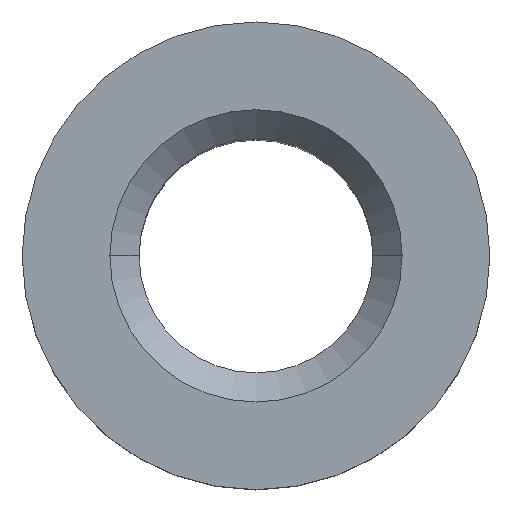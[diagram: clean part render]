
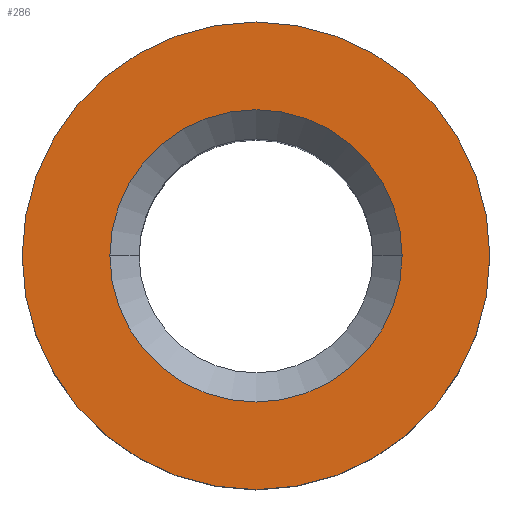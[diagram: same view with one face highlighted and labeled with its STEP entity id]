
A CAD part, top view. The second image highlights one B-rep face of the part: STEP entity #286.
In plain terms, the highlighted planar face has unit normal (0, 0, 1).
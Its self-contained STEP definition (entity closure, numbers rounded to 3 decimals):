
#5 = VERTEX_POINT ( 'NONE', #107 ) ;
#8 = CARTESIAN_POINT ( 'NONE',  ( 0., 0., 1.5 ) ) ;
#9 = CARTESIAN_POINT ( 'NONE',  ( 1.25, 0., 1.5 ) ) ;
#21 = AXIS2_PLACEMENT_3D ( 'NONE', #335, #98, #142 ) ;
#30 = VERTEX_POINT ( 'NONE', #90 ) ;
#36 = PLANE ( 'NONE',  #193 ) ;
#39 = DIRECTION ( 'NONE',  ( 0., 0., 1. ) ) ;
#40 = FACE_OUTER_BOUND ( 'NONE', #53, .T. ) ;
#53 = EDGE_LOOP ( 'NONE', ( #293, #201 ) ) ;
#63 = EDGE_CURVE ( 'NONE', #30, #157, #106, .T. ) ;
#64 = CARTESIAN_POINT ( 'NONE',  ( 0., 0., 1.5 ) ) ;
#67 = CIRCLE ( 'NONE', #112, 2. ) ;
#90 = CARTESIAN_POINT ( 'NONE',  ( -1.25, 0., 1.5 ) ) ;
#96 = VERTEX_POINT ( 'NONE', #190 ) ;
#98 = DIRECTION ( 'NONE',  ( 0., 0., -1. ) ) ;
#106 = CIRCLE ( 'NONE', #253, 1.25 ) ;
#107 = CARTESIAN_POINT ( 'NONE',  ( -2., 0., 1.5 ) ) ;
#112 = AXIS2_PLACEMENT_3D ( 'NONE', #147, #224, #194 ) ;
#116 = DIRECTION ( 'NONE',  ( 1., 0., 0. ) ) ;
#131 = ORIENTED_EDGE ( 'NONE', *, *, #63, .T. ) ;
#132 = ORIENTED_EDGE ( 'NONE', *, *, #236, .T. ) ;
#142 = DIRECTION ( 'NONE',  ( 1., 0., 0. ) ) ;
#147 = CARTESIAN_POINT ( 'NONE',  ( 0., 0., 1.5 ) ) ;
#150 = EDGE_LOOP ( 'NONE', ( #132, #131 ) ) ;
#157 = VERTEX_POINT ( 'NONE', #9 ) ;
#176 = CIRCLE ( 'NONE', #21, 1.25 ) ;
#186 = CARTESIAN_POINT ( 'NONE',  ( 0., 0., 1.5 ) ) ;
#190 = CARTESIAN_POINT ( 'NONE',  ( 2., 0., 1.5 ) ) ;
#193 = AXIS2_PLACEMENT_3D ( 'NONE', #186, #39, #276 ) ;
#194 = DIRECTION ( 'NONE',  ( 1., 0., 0. ) ) ;
#201 = ORIENTED_EDGE ( 'NONE', *, *, #203, .T. ) ;
#203 = EDGE_CURVE ( 'NONE', #96, #5, #67, .T. ) ;
#207 = DIRECTION ( 'NONE',  ( 1., 0., 0. ) ) ;
#224 = DIRECTION ( 'NONE',  ( 0., 0., 1. ) ) ;
#236 = EDGE_CURVE ( 'NONE', #157, #30, #176, .T. ) ;
#239 = DIRECTION ( 'NONE',  ( 0., 0., -1. ) ) ;
#253 = AXIS2_PLACEMENT_3D ( 'NONE', #64, #239, #207 ) ;
#254 = CIRCLE ( 'NONE', #289, 2. ) ;
#276 = DIRECTION ( 'NONE',  ( 1., 0., 0. ) ) ;
#280 = FACE_BOUND ( 'NONE', #150, .T. ) ;
#286 = ADVANCED_FACE ( 'NONE', ( #280, #40 ), #36, .T. ) ;
#289 = AXIS2_PLACEMENT_3D ( 'NONE', #8, #330, #116 ) ;
#293 = ORIENTED_EDGE ( 'NONE', *, *, #309, .T. ) ;
#309 = EDGE_CURVE ( 'NONE', #5, #96, #254, .T. ) ;
#330 = DIRECTION ( 'NONE',  ( 0., 0., 1. ) ) ;
#335 = CARTESIAN_POINT ( 'NONE',  ( 0., 0., 1.5 ) ) ;
